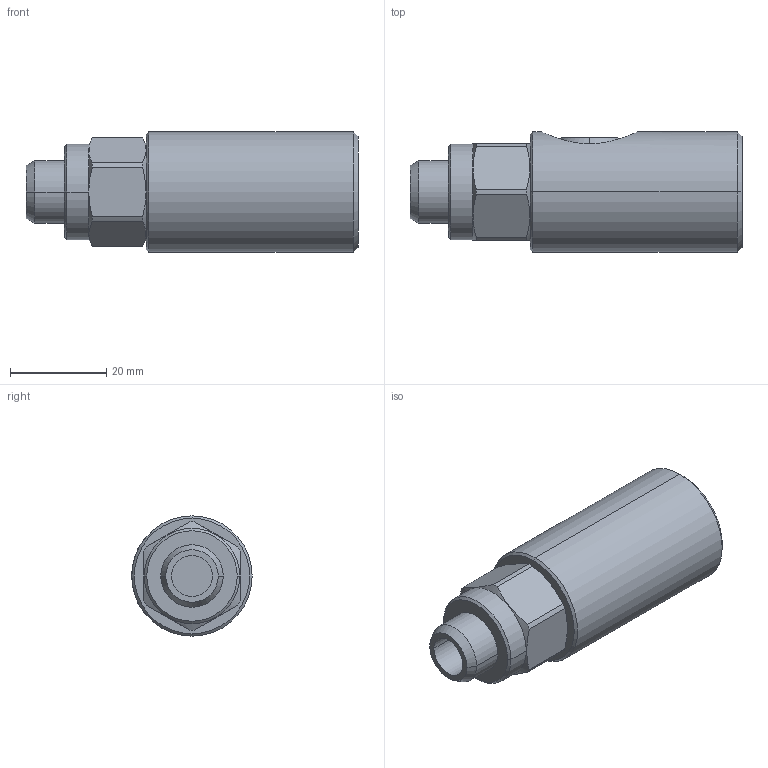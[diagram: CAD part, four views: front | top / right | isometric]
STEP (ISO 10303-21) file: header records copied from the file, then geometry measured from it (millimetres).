
FILE_DESCRIPTION (( 'STEP AP203' ), '1' );
FILE_NAME ('07420002.STEP', '2011-07-29T06:40:06', ( 'SP' ), ( 'sopra-pneumatic' ), 'SwSTEP 2.0', 'SolidWorks 2011', '' );
FILE_SCHEMA (( 'CONFIG_CONTROL_DESIGN' ));
Length unit declared in the file: millimetre
Products named in the file (1): 07420002
Bounding box: 69 x 25 x 25 mm (x, y, z)
Volume: 26079.8 mm3; surface area: 6606.4 mm2
Topology: 1 solids, 1 shells, 88 faces, 217 edges, 139 vertices
Faces by surface type: cone 32, cylinder 27, plane 27, sphere 2
Entity records: 2912 total; most frequent: CARTESIAN_POINT 753, DIRECTION 439, ORIENTED_EDGE 434, EDGE_CURVE 217, AXIS2_PLACEMENT_3D 175, VERTEX_POINT 139, EDGE_LOOP 96, VECTOR 89
